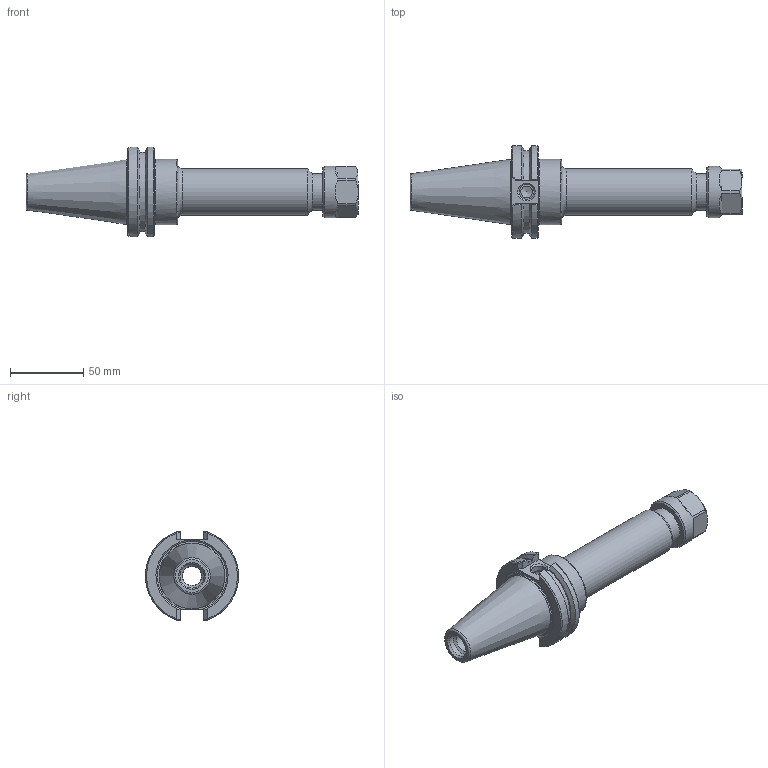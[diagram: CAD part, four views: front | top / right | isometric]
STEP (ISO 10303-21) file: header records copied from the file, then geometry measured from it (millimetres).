
FILE_DESCRIPTION((''),'2;1');
FILE_NAME('C40F-20ERC622.stp','2015-04-09T10:26:41',('blaste'),(''),'Autodesk Inventor 2012','Autodesk Inventor 2012','');
FILE_SCHEMA(('AUTOMOTIVE_DESIGN { 1 0 10303 214 1 1 1 1 }'));
Length unit declared in the file: inch
Products named in the file (3): C40F-20ERC622; C40F-20ER6-1; 20ERHCN
Assembly tree (2 placements, depth 2):
  C40F-20ERC622
    C40F-20ER6-1
    20ERHCN
Bounding box: 226.25 x 63.28 x 61.11 mm (x, y, z)
Volume: 200271.3 mm3; surface area: 43476.6 mm2
Topology: 2 solids, 2 shells, 118 faces, 306 edges, 198 vertices
Faces by surface type: plane 51, cone 30, cylinder 22, torus 11, bspline 4
Full cylindrical faces by diameter (mm): 8 x1, 10.135 x1, 12.751 x1, 13.386 x1, 14.478 x1, 15.76 x1, 16.459 x1, 20.83 x1, 23.5 x1, 25 x1, 26 x1, 31.75 x1, 35 x1, 43.942 x1, 44.45 x1
Entity records: 4308 total; most frequent: CARTESIAN_POINT 1546, ORIENTED_EDGE 526, DIRECTION 517, EDGE_CURVE 263, AXIS2_PLACEMENT_3D 212, VERTEX_POINT 190, EDGE_LOOP 163, FACE_OUTER_BOUND 118
